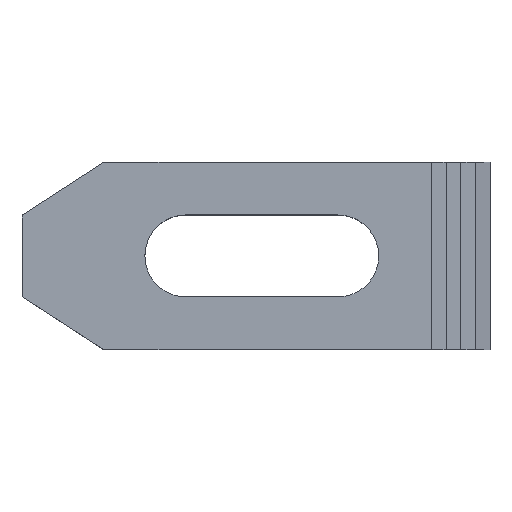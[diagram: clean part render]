
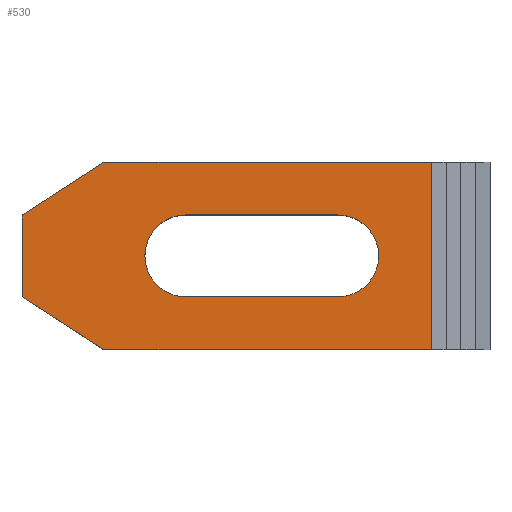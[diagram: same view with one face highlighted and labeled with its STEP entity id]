
A CAD part, top view. The second image highlights one B-rep face of the part: STEP entity #530.
In plain terms, the highlighted planar face has unit normal (0, 0, 1).
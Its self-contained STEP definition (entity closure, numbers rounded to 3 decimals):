
#175=CARTESIAN_POINT('POINT15',(0.438,-1.,0.5));
#176=VERTEX_POINT('VERTEX15',#175);
#183=CARTESIAN_POINT('POINT16',(0.,-0.719,0.5));
#184=VERTEX_POINT('VERTEX16',#183);
#185=CARTESIAN_POINT('POS24',(0.438,-1.,0.5));
#186=DIRECTION('DIR29',(0.841,-0.541,
   0.));
#187=VECTOR('VEC19',#186,1.);
#188=LINE('STRAIGHT19',#185,#187);
#189=EDGE_CURVE('EDGE19',#184,#176,#188,.T.);
#214=CARTESIAN_POINT('POINT18',(0.,-0.281,0.5));
#215=VERTEX_POINT('VERTEX18',#214);
#216=CARTESIAN_POINT('POS28',(0.,-0.281,0.5));
#217=DIRECTION('DIR34',(0.,1.,0.));
#218=VECTOR('VEC22',#217,1.);
#219=LINE('STRAIGHT22',#216,#218);
#220=EDGE_CURVE('EDGE22',#184,#215,#219,.T.);
#245=CARTESIAN_POINT('POINT20',(0.438,0.,0.5));
#246=VERTEX_POINT('VERTEX20',#245);
#247=CARTESIAN_POINT('POS32',(0.,-0.281,0.5));
#248=DIRECTION('DIR39',(-0.841,-0.541,
   0.));
#249=VECTOR('VEC25',#248,1.);
#250=LINE('STRAIGHT25',#247,#249);
#251=EDGE_CURVE('EDGE25',#246,#215,#250,.T.);
#267=CARTESIAN_POINT('POINT21',(2.188,-1.,0.5));
#268=VERTEX_POINT('VERTEX21',#267);
#276=CARTESIAN_POINT('POINT22',(2.188,0.,0.5));
#277=VERTEX_POINT('VERTEX22',#276);
#284=CARTESIAN_POINT('POS37',(2.188,-1.,0.5));
#285=DIRECTION('DIR45',(0.,-1.,0.));
#286=VECTOR('VEC29',#285,1.);
#287=LINE('STRAIGHT29',#284,#286);
#288=EDGE_CURVE('EDGE29',#277,#268,#287,.T.);
#317=CARTESIAN_POINT('POS41',(0.438,-1.,0.5));
#318=DIRECTION('DIR51',(-1.,0.,0.));
#319=VECTOR('VEC31',#318,1.);
#320=LINE('STRAIGHT31',#317,#319);
#321=EDGE_CURVE('EDGE31',#268,#176,#320,.T.);
#387=CARTESIAN_POINT('POS49',(2.188,0.,0.5));
#388=DIRECTION('DIR61',(1.,0.,0.));
#389=VECTOR('VEC37',#388,1.);
#390=LINE('STRAIGHT37',#387,#389);
#391=EDGE_CURVE('EDGE37',#246,#277,#390,.T.);
#402=CARTESIAN_POINT('POINT25',(1.906,-0.5,0.5));
#403=VERTEX_POINT('VERTEX25',#402);
#412=CARTESIAN_POINT('POINT27',(1.688,-0.281,0.5));
#413=VERTEX_POINT('VERTEX27',#412);
#414=CARTESIAN_POINT('POS52',(1.688,-0.5,0.5));
#415=DIRECTION('DIR65',(0.,0.,1.));
#416=DIRECTION('DIR66',(0.,1.,0.));
#417=AXIS2_PLACEMENT_3D('AXIS14',#414,#415,#416);
#418=CIRCLE('ELLIPSE1',#417,0.219);
#419=EDGE_CURVE('EDGE39',#403,#413,#418,.T.);
#449=CARTESIAN_POINT('POINT30',(1.688,-0.719,0.5));
#450=VERTEX_POINT('VERTEX30',#449);
#457=EDGE_CURVE('EDGE44',#450,#403,#418,.T.);
#470=CARTESIAN_POINT('POINT32',(0.875,-0.719,0.5));
#471=VERTEX_POINT('VERTEX32',#470);
#478=CARTESIAN_POINT('POS59',(1.688,-0.719,0.5));
#479=DIRECTION('DIR75',(1.,0.,0.));
#480=VECTOR('VEC43',#479,1.);
#481=LINE('STRAIGHT43',#478,#480);
#482=EDGE_CURVE('EDGE47',#471,#450,#481,.T.);
#493=CARTESIAN_POINT('POINT33',(0.875,-0.281,0.5));
#494=VERTEX_POINT('VERTEX33',#493);
#495=CARTESIAN_POINT('POS61',(0.875,-0.281,0.5));
#496=DIRECTION('DIR78',(-1.,0.,0.));
#497=VECTOR('VEC44',#496,1.);
#498=LINE('STRAIGHT44',#495,#497);
#499=EDGE_CURVE('EDGE48',#413,#494,#498,.T.);
#500=ORIENTED_EDGE('COEDGE77',*,*,#499,.F.);
#501=ORIENTED_EDGE('COEDGE78',*,*,#419,.F.);
#502=ORIENTED_EDGE('COEDGE79',*,*,#457,.F.);
#503=ORIENTED_EDGE('COEDGE80',*,*,#482,.F.);
#504=CARTESIAN_POINT('POINT34',(0.656,-0.5,0.5));
#505=VERTEX_POINT('VERTEX34',#504);
#506=CARTESIAN_POINT('POS62',(0.875,-0.5,0.5));
#507=DIRECTION('DIR79',(0.,0.,1.));
#508=DIRECTION('DIR80',(0.,-1.,0.));
#509=AXIS2_PLACEMENT_3D('AXIS18',#506,#507,#508);
#510=CIRCLE('ELLIPSE3',#509,0.219);
#511=EDGE_CURVE('EDGE49',#505,#471,#510,.T.);
#512=ORIENTED_EDGE('COEDGE81',*,*,#511,.F.);
#513=EDGE_CURVE('EDGE50',#494,#505,#510,.T.);
#514=ORIENTED_EDGE('COEDGE82',*,*,#513,.F.);
#515=EDGE_LOOP('NONE',(#500,#501,#502,#503,#512,#514));
#516=FACE_BOUND('LOOP1',#515,.T.);
#517=ORIENTED_EDGE('COEDGE83',*,*,#321,.F.);
#518=ORIENTED_EDGE('COEDGE84',*,*,#288,.F.);
#519=ORIENTED_EDGE('COEDGE85',*,*,#391,.F.);
#520=ORIENTED_EDGE('COEDGE86',*,*,#251,.T.);
#521=ORIENTED_EDGE('COEDGE87',*,*,#220,.F.);
#522=ORIENTED_EDGE('COEDGE88',*,*,#189,.T.);
#523=EDGE_LOOP('NONE',(#517,#518,#519,#520,#521,#522));
#524=FACE_BOUND('LOOP1',#523,.T.);
#525=CARTESIAN_POINT('POS63',(0.,0.,0.5));
#526=DIRECTION('DIR81',(0.,0.,1.));
#527=DIRECTION('DIR82',(1.,0.,0.));
#528=AXIS2_PLACEMENT_3D('AXIS19',#525,#526,#527);
#529=PLANE('PLANE15',#528);
#530=ADVANCED_FACE('FACE17',(#516,#524),#529,.T.);
